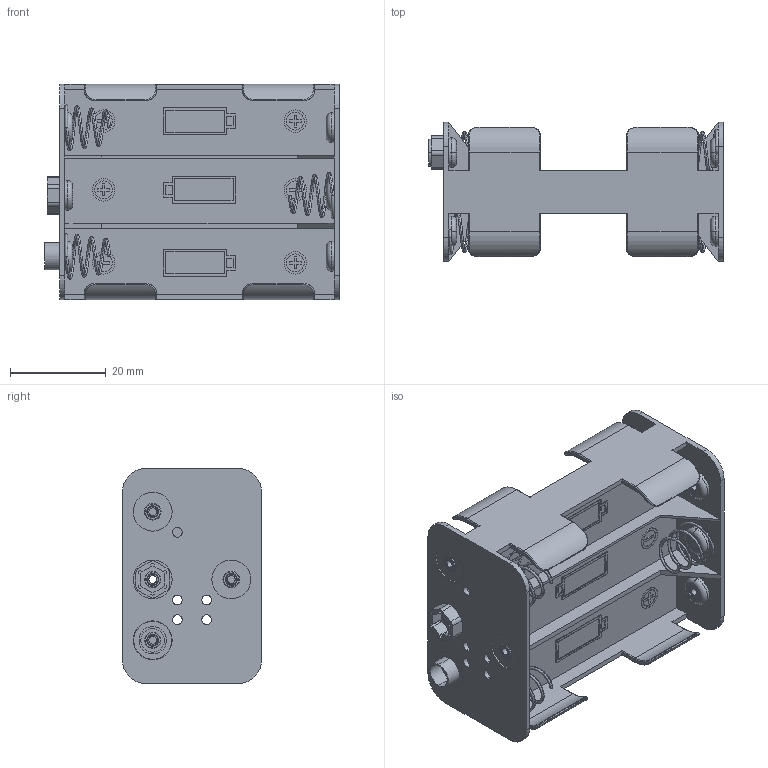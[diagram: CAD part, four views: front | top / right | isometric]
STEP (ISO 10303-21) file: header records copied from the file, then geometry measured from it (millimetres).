
FILE_DESCRIPTION (( 'STEP AP214' ), '1' );
FILE_NAME ('BH26AASF.STEP', '2019-12-04T13:15:30', ( '' ), ( '' ), 'SwSTEP 2.0', 'SolidWorks 2017', '' );
FILE_SCHEMA (( 'AUTOMOTIVE_DESIGN' ));
Length unit declared in the file: millimetre
Products named in the file (1): BH26AASF
Bounding box: 61.52 x 29 x 45 mm (x, y, z)
Volume: 14050.8 mm3; surface area: 18885.1 mm2
Topology: 13 solids, 13 shells, 964 faces, 2267 edges, 1438 vertices
Faces by surface type: plane 445, cylinder 319, torus 132, bspline 68
Entity records: 43089 total; most frequent: CARTESIAN_POINT 20418, DIRECTION 4857, ORIENTED_EDGE 4534, EDGE_CURVE 2267, AXIS2_PLACEMENT_3D 1821, VERTEX_POINT 1438, VECTOR 1215, LINE 1215
